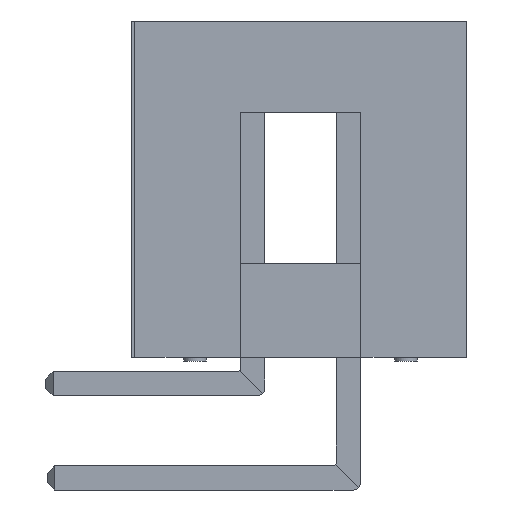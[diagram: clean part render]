
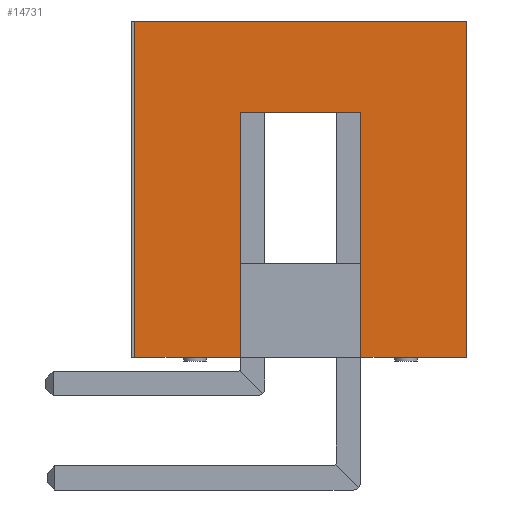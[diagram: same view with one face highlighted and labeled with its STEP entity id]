
A CAD part, left-side view. The second image highlights one B-rep face of the part: STEP entity #14731.
In plain terms, the highlighted planar face has unit normal (-1, 0, 0).
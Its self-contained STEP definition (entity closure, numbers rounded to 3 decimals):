
#14731 = ADVANCED_FACE('',(#14732),#14746,.T.);
#14732 = FACE_BOUND('',#14733,.T.);
#14733 = EDGE_LOOP('',(#14734,#14769,#14797,#14825,#14853,#14876,#14904,
    #14932));
#14734 = ORIENTED_EDGE('',*,*,#14735,.F.);
#14735 = EDGE_CURVE('',#14736,#14738,#14740,.T.);
#14736 = VERTEX_POINT('',#14737);
#14737 = CARTESIAN_POINT('',(-5.06,-4.4,0.));
#14738 = VERTEX_POINT('',#14739);
#14739 = CARTESIAN_POINT('',(-5.06,-1.6,0.));
#14740 = SURFACE_CURVE('',#14741,(#14745,#14757),.PCURVE_S1.);
#14741 = LINE('',#14742,#14743);
#14742 = CARTESIAN_POINT('',(-5.06,-4.4,0.));
#14743 = VECTOR('',#14744,1.);
#14744 = DIRECTION('',(0.,1.,0.));
#14745 = PCURVE('',#14746,#14751);
#14746 = PLANE('',#14747);
#14747 = AXIS2_PLACEMENT_3D('',#14748,#14749,#14750);
#14748 = CARTESIAN_POINT('',(-5.06,-4.4,0.));
#14749 = DIRECTION('',(-1.,0.,0.));
#14750 = DIRECTION('',(0.,1.,0.));
#14751 = DEFINITIONAL_REPRESENTATION('',(#14752),#14756);
#14752 = LINE('',#14753,#14754);
#14753 = CARTESIAN_POINT('',(0.,0.));
#14754 = VECTOR('',#14755,1.);
#14755 = DIRECTION('',(1.,0.));
#14756 = ( GEOMETRIC_REPRESENTATION_CONTEXT(2) 
PARAMETRIC_REPRESENTATION_CONTEXT() REPRESENTATION_CONTEXT('2D SPACE',''
  ) );
#14757 = PCURVE('',#14758,#14763);
#14758 = PLANE('',#14759);
#14759 = AXIS2_PLACEMENT_3D('',#14760,#14761,#14762);
#14760 = CARTESIAN_POINT('',(-5.06,4.4,0.));
#14761 = DIRECTION('',(0.,0.,1.));
#14762 = DIRECTION('',(1.,0.,0.));
#14763 = DEFINITIONAL_REPRESENTATION('',(#14764),#14768);
#14764 = LINE('',#14765,#14766);
#14765 = CARTESIAN_POINT('',(0.,-8.8));
#14766 = VECTOR('',#14767,1.);
#14767 = DIRECTION('',(0.,1.));
#14768 = ( GEOMETRIC_REPRESENTATION_CONTEXT(2) 
PARAMETRIC_REPRESENTATION_CONTEXT() REPRESENTATION_CONTEXT('2D SPACE',''
  ) );
#14769 = ORIENTED_EDGE('',*,*,#14770,.T.);
#14770 = EDGE_CURVE('',#14736,#14771,#14773,.T.);
#14771 = VERTEX_POINT('',#14772);
#14772 = CARTESIAN_POINT('',(-5.06,-4.4,8.9));
#14773 = SURFACE_CURVE('',#14774,(#14778,#14785),.PCURVE_S1.);
#14774 = LINE('',#14775,#14776);
#14775 = CARTESIAN_POINT('',(-5.06,-4.4,0.));
#14776 = VECTOR('',#14777,1.);
#14777 = DIRECTION('',(0.,0.,1.));
#14778 = PCURVE('',#14746,#14779);
#14779 = DEFINITIONAL_REPRESENTATION('',(#14780),#14784);
#14780 = LINE('',#14781,#14782);
#14781 = CARTESIAN_POINT('',(0.,0.));
#14782 = VECTOR('',#14783,1.);
#14783 = DIRECTION('',(0.,-1.));
#14784 = ( GEOMETRIC_REPRESENTATION_CONTEXT(2) 
PARAMETRIC_REPRESENTATION_CONTEXT() REPRESENTATION_CONTEXT('2D SPACE',''
  ) );
#14785 = PCURVE('',#14786,#14791);
#14786 = PLANE('',#14787);
#14787 = AXIS2_PLACEMENT_3D('',#14788,#14789,#14790);
#14788 = CARTESIAN_POINT('',(15.26,-4.4,0.));
#14789 = DIRECTION('',(0.,-1.,0.));
#14790 = DIRECTION('',(-1.,0.,0.));
#14791 = DEFINITIONAL_REPRESENTATION('',(#14792),#14796);
#14792 = LINE('',#14793,#14794);
#14793 = CARTESIAN_POINT('',(20.32,0.));
#14794 = VECTOR('',#14795,1.);
#14795 = DIRECTION('',(0.,-1.));
#14796 = ( GEOMETRIC_REPRESENTATION_CONTEXT(2) 
PARAMETRIC_REPRESENTATION_CONTEXT() REPRESENTATION_CONTEXT('2D SPACE',''
  ) );
#14797 = ORIENTED_EDGE('',*,*,#14798,.T.);
#14798 = EDGE_CURVE('',#14771,#14799,#14801,.T.);
#14799 = VERTEX_POINT('',#14800);
#14800 = CARTESIAN_POINT('',(-5.06,4.4,8.9));
#14801 = SURFACE_CURVE('',#14802,(#14806,#14813),.PCURVE_S1.);
#14802 = LINE('',#14803,#14804);
#14803 = CARTESIAN_POINT('',(-5.06,-4.4,8.9));
#14804 = VECTOR('',#14805,1.);
#14805 = DIRECTION('',(0.,1.,0.));
#14806 = PCURVE('',#14746,#14807);
#14807 = DEFINITIONAL_REPRESENTATION('',(#14808),#14812);
#14808 = LINE('',#14809,#14810);
#14809 = CARTESIAN_POINT('',(0.,-8.9));
#14810 = VECTOR('',#14811,1.);
#14811 = DIRECTION('',(1.,0.));
#14812 = ( GEOMETRIC_REPRESENTATION_CONTEXT(2) 
PARAMETRIC_REPRESENTATION_CONTEXT() REPRESENTATION_CONTEXT('2D SPACE',''
  ) );
#14813 = PCURVE('',#14814,#14819);
#14814 = PLANE('',#14815);
#14815 = AXIS2_PLACEMENT_3D('',#14816,#14817,#14818);
#14816 = CARTESIAN_POINT('',(-5.06,4.4,8.9));
#14817 = DIRECTION('',(0.,0.,1.));
#14818 = DIRECTION('',(1.,0.,0.));
#14819 = DEFINITIONAL_REPRESENTATION('',(#14820),#14824);
#14820 = LINE('',#14821,#14822);
#14821 = CARTESIAN_POINT('',(0.,-8.8));
#14822 = VECTOR('',#14823,1.);
#14823 = DIRECTION('',(0.,1.));
#14824 = ( GEOMETRIC_REPRESENTATION_CONTEXT(2) 
PARAMETRIC_REPRESENTATION_CONTEXT() REPRESENTATION_CONTEXT('2D SPACE',''
  ) );
#14825 = ORIENTED_EDGE('',*,*,#14826,.F.);
#14826 = EDGE_CURVE('',#14827,#14799,#14829,.T.);
#14827 = VERTEX_POINT('',#14828);
#14828 = CARTESIAN_POINT('',(-5.06,4.4,0.));
#14829 = SURFACE_CURVE('',#14830,(#14834,#14841),.PCURVE_S1.);
#14830 = LINE('',#14831,#14832);
#14831 = CARTESIAN_POINT('',(-5.06,4.4,0.));
#14832 = VECTOR('',#14833,1.);
#14833 = DIRECTION('',(0.,0.,1.));
#14834 = PCURVE('',#14746,#14835);
#14835 = DEFINITIONAL_REPRESENTATION('',(#14836),#14840);
#14836 = LINE('',#14837,#14838);
#14837 = CARTESIAN_POINT('',(8.8,0.));
#14838 = VECTOR('',#14839,1.);
#14839 = DIRECTION('',(0.,-1.));
#14840 = ( GEOMETRIC_REPRESENTATION_CONTEXT(2) 
PARAMETRIC_REPRESENTATION_CONTEXT() REPRESENTATION_CONTEXT('2D SPACE',''
  ) );
#14841 = PCURVE('',#14842,#14847);
#14842 = PLANE('',#14843);
#14843 = AXIS2_PLACEMENT_3D('',#14844,#14845,#14846);
#14844 = CARTESIAN_POINT('',(-5.06,4.4,0.));
#14845 = DIRECTION('',(0.,1.,0.));
#14846 = DIRECTION('',(1.,0.,0.));
#14847 = DEFINITIONAL_REPRESENTATION('',(#14848),#14852);
#14848 = LINE('',#14849,#14850);
#14849 = CARTESIAN_POINT('',(0.,0.));
#14850 = VECTOR('',#14851,1.);
#14851 = DIRECTION('',(0.,-1.));
#14852 = ( GEOMETRIC_REPRESENTATION_CONTEXT(2) 
PARAMETRIC_REPRESENTATION_CONTEXT() REPRESENTATION_CONTEXT('2D SPACE',''
  ) );
#14853 = ORIENTED_EDGE('',*,*,#14854,.F.);
#14854 = EDGE_CURVE('',#14855,#14827,#14857,.T.);
#14855 = VERTEX_POINT('',#14856);
#14856 = CARTESIAN_POINT('',(-5.06,1.6,0.));
#14857 = SURFACE_CURVE('',#14858,(#14862,#14869),.PCURVE_S1.);
#14858 = LINE('',#14859,#14860);
#14859 = CARTESIAN_POINT('',(-5.06,-4.4,0.));
#14860 = VECTOR('',#14861,1.);
#14861 = DIRECTION('',(0.,1.,0.));
#14862 = PCURVE('',#14746,#14863);
#14863 = DEFINITIONAL_REPRESENTATION('',(#14864),#14868);
#14864 = LINE('',#14865,#14866);
#14865 = CARTESIAN_POINT('',(0.,0.));
#14866 = VECTOR('',#14867,1.);
#14867 = DIRECTION('',(1.,0.));
#14868 = ( GEOMETRIC_REPRESENTATION_CONTEXT(2) 
PARAMETRIC_REPRESENTATION_CONTEXT() REPRESENTATION_CONTEXT('2D SPACE',''
  ) );
#14869 = PCURVE('',#14758,#14870);
#14870 = DEFINITIONAL_REPRESENTATION('',(#14871),#14875);
#14871 = LINE('',#14872,#14873);
#14872 = CARTESIAN_POINT('',(0.,-8.8));
#14873 = VECTOR('',#14874,1.);
#14874 = DIRECTION('',(0.,1.));
#14875 = ( GEOMETRIC_REPRESENTATION_CONTEXT(2) 
PARAMETRIC_REPRESENTATION_CONTEXT() REPRESENTATION_CONTEXT('2D SPACE',''
  ) );
#14876 = ORIENTED_EDGE('',*,*,#14877,.T.);
#14877 = EDGE_CURVE('',#14855,#14878,#14880,.T.);
#14878 = VERTEX_POINT('',#14879);
#14879 = CARTESIAN_POINT('',(-5.06,1.6,6.5));
#14880 = SURFACE_CURVE('',#14881,(#14885,#14892),.PCURVE_S1.);
#14881 = LINE('',#14882,#14883);
#14882 = CARTESIAN_POINT('',(-5.06,1.6,-1.5));
#14883 = VECTOR('',#14884,1.);
#14884 = DIRECTION('',(0.,0.,1.));
#14885 = PCURVE('',#14746,#14886);
#14886 = DEFINITIONAL_REPRESENTATION('',(#14887),#14891);
#14887 = LINE('',#14888,#14889);
#14888 = CARTESIAN_POINT('',(6.,1.5));
#14889 = VECTOR('',#14890,1.);
#14890 = DIRECTION('',(0.,-1.));
#14891 = ( GEOMETRIC_REPRESENTATION_CONTEXT(2) 
PARAMETRIC_REPRESENTATION_CONTEXT() REPRESENTATION_CONTEXT('2D SPACE',''
  ) );
#14892 = PCURVE('',#14893,#14898);
#14893 = PLANE('',#14894);
#14894 = AXIS2_PLACEMENT_3D('',#14895,#14896,#14897);
#14895 = CARTESIAN_POINT('',(-5.06,1.6,-1.5));
#14896 = DIRECTION('',(0.,-1.,0.));
#14897 = DIRECTION('',(0.,0.,1.));
#14898 = DEFINITIONAL_REPRESENTATION('',(#14899),#14903);
#14899 = LINE('',#14900,#14901);
#14900 = CARTESIAN_POINT('',(0.,0.));
#14901 = VECTOR('',#14902,1.);
#14902 = DIRECTION('',(1.,0.));
#14903 = ( GEOMETRIC_REPRESENTATION_CONTEXT(2) 
PARAMETRIC_REPRESENTATION_CONTEXT() REPRESENTATION_CONTEXT('2D SPACE',''
  ) );
#14904 = ORIENTED_EDGE('',*,*,#14905,.T.);
#14905 = EDGE_CURVE('',#14878,#14906,#14908,.T.);
#14906 = VERTEX_POINT('',#14907);
#14907 = CARTESIAN_POINT('',(-5.06,-1.6,6.5));
#14908 = SURFACE_CURVE('',#14909,(#14913,#14920),.PCURVE_S1.);
#14909 = LINE('',#14910,#14911);
#14910 = CARTESIAN_POINT('',(-5.06,1.6,6.5));
#14911 = VECTOR('',#14912,1.);
#14912 = DIRECTION('',(0.,-1.,0.));
#14913 = PCURVE('',#14746,#14914);
#14914 = DEFINITIONAL_REPRESENTATION('',(#14915),#14919);
#14915 = LINE('',#14916,#14917);
#14916 = CARTESIAN_POINT('',(6.,-6.5));
#14917 = VECTOR('',#14918,1.);
#14918 = DIRECTION('',(-1.,0.));
#14919 = ( GEOMETRIC_REPRESENTATION_CONTEXT(2) 
PARAMETRIC_REPRESENTATION_CONTEXT() REPRESENTATION_CONTEXT('2D SPACE',''
  ) );
#14920 = PCURVE('',#14921,#14926);
#14921 = PLANE('',#14922);
#14922 = AXIS2_PLACEMENT_3D('',#14923,#14924,#14925);
#14923 = CARTESIAN_POINT('',(-5.06,1.6,6.5));
#14924 = DIRECTION('',(0.,0.,-1.));
#14925 = DIRECTION('',(0.,-1.,0.));
#14926 = DEFINITIONAL_REPRESENTATION('',(#14927),#14931);
#14927 = LINE('',#14928,#14929);
#14928 = CARTESIAN_POINT('',(0.,-0.));
#14929 = VECTOR('',#14930,1.);
#14930 = DIRECTION('',(1.,0.));
#14931 = ( GEOMETRIC_REPRESENTATION_CONTEXT(2) 
PARAMETRIC_REPRESENTATION_CONTEXT() REPRESENTATION_CONTEXT('2D SPACE',''
  ) );
#14932 = ORIENTED_EDGE('',*,*,#14933,.T.);
#14933 = EDGE_CURVE('',#14906,#14738,#14934,.T.);
#14934 = SURFACE_CURVE('',#14935,(#14939,#14946),.PCURVE_S1.);
#14935 = LINE('',#14936,#14937);
#14936 = CARTESIAN_POINT('',(-5.06,-1.6,6.5));
#14937 = VECTOR('',#14938,1.);
#14938 = DIRECTION('',(0.,0.,-1.));
#14939 = PCURVE('',#14746,#14940);
#14940 = DEFINITIONAL_REPRESENTATION('',(#14941),#14945);
#14941 = LINE('',#14942,#14943);
#14942 = CARTESIAN_POINT('',(2.8,-6.5));
#14943 = VECTOR('',#14944,1.);
#14944 = DIRECTION('',(0.,1.));
#14945 = ( GEOMETRIC_REPRESENTATION_CONTEXT(2) 
PARAMETRIC_REPRESENTATION_CONTEXT() REPRESENTATION_CONTEXT('2D SPACE',''
  ) );
#14946 = PCURVE('',#14947,#14952);
#14947 = PLANE('',#14948);
#14948 = AXIS2_PLACEMENT_3D('',#14949,#14950,#14951);
#14949 = CARTESIAN_POINT('',(-5.06,-1.6,6.5));
#14950 = DIRECTION('',(0.,1.,0.));
#14951 = DIRECTION('',(0.,0.,-1.));
#14952 = DEFINITIONAL_REPRESENTATION('',(#14953),#14957);
#14953 = LINE('',#14954,#14955);
#14954 = CARTESIAN_POINT('',(0.,0.));
#14955 = VECTOR('',#14956,1.);
#14956 = DIRECTION('',(1.,0.));
#14957 = ( GEOMETRIC_REPRESENTATION_CONTEXT(2) 
PARAMETRIC_REPRESENTATION_CONTEXT() REPRESENTATION_CONTEXT('2D SPACE',''
  ) );
